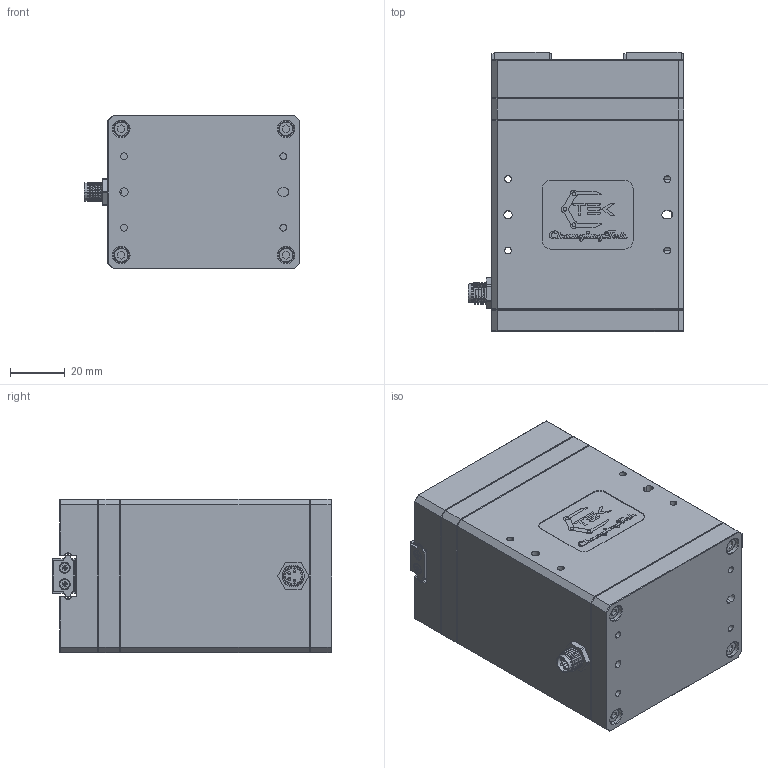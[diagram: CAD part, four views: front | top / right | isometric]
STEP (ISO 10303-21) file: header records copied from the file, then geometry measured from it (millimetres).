
FILE_DESCRIPTION (( 'STEP AP203' ), '1' );
FILE_NAME ('CTPM2F26-20221206.STEP', '2022-12-06T07:02:41', ( '' ), ( '' ), 'SwSTEP 2.0', 'SolidWorks 2016', '' );
FILE_SCHEMA (( 'CONFIG_CONTROL_DESIGN' ));
Length unit declared in the file: millimetre
Products named in the file (1): CTPM2F26-20221206
Bounding box: 78.5 x 101.7 x 56 mm (x, y, z)
Surface area: 37374.7 mm2 (no closed solid volume)
Topology: 0 solids, 54 shells, 713 faces, 2943 edges, 2222 vertices
Faces by surface type: plane 419, cylinder 179, bspline 57, cone 50, sphere 8
Entity records: 34921 total; most frequent: CARTESIAN_POINT 12276, DIRECTION 4253, ORIENTED_EDGE 4160, EDGE_CURVE 2927, VERTEX_POINT 2214, VECTOR 1747, LINE 1747, AXIS2_PLACEMENT_3D 1253
